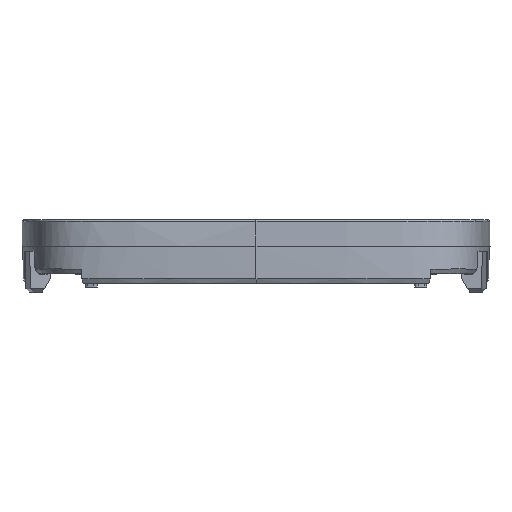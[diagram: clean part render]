
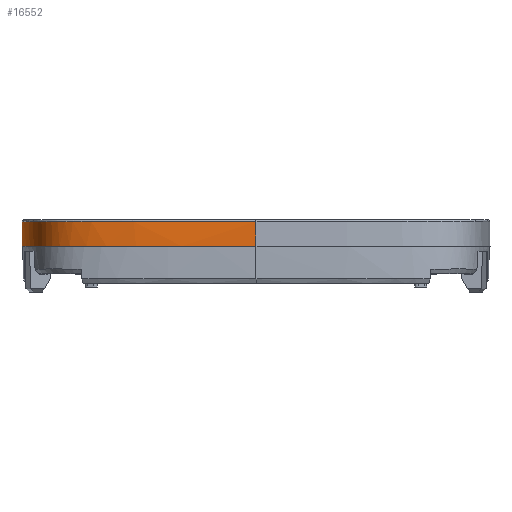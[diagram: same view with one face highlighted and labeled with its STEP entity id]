
A CAD part, front view. The second image highlights one B-rep face of the part: STEP entity #16552.
In plain terms, the highlighted free-form (B-spline) face has degree [5, 1] with [24, 2] control points.
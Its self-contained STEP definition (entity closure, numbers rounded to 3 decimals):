
#12632=CARTESIAN_POINT('Vertex',(0.,-26.546,8.2)) ;
#12636=CARTESIAN_POINT('Control Point',(0.,-26.546,8.2)) ;
#12637=CARTESIAN_POINT('Control Point',(-3.319,-26.546,8.2)) ;
#12638=CARTESIAN_POINT('Control Point',(-6.638,-26.514,8.2)) ;
#12639=CARTESIAN_POINT('Control Point',(-9.226,-26.425,8.2)) ;
#12640=CARTESIAN_POINT('Control Point',(-13.863,-26.299,8.2)) ;
#12641=CARTESIAN_POINT('Control Point',(-18.394,-25.496,8.2)) ;
#12642=CARTESIAN_POINT('Control Point',(-19.74,-25.179,8.2)) ;
#12643=CARTESIAN_POINT('Control Point',(-22.085,-24.286,8.2)) ;
#12644=CARTESIAN_POINT('Control Point',(-23.836,-22.589,8.2)) ;
#12645=CARTESIAN_POINT('Control Point',(-24.426,-21.578,8.2)) ;
#12646=CARTESIAN_POINT('Control Point',(-25.638,-18.533,8.2)) ;
#12647=CARTESIAN_POINT('Control Point',(-26.024,-15.231,8.2)) ;
#12648=CARTESIAN_POINT('Control Point',(-26.203,-13.334,8.2)) ;
#12649=CARTESIAN_POINT('Control Point',(-26.429,-9.416,8.2)) ;
#12650=CARTESIAN_POINT('Control Point',(-26.514,-5.477,8.2)) ;
#12651=CARTESIAN_POINT('Control Point',(-26.536,-3.654,8.2)) ;
#12652=CARTESIAN_POINT('Control Point',(-26.546,-1.827,8.2)) ;
#12653=CARTESIAN_POINT('Control Point',(-26.546,0.,8.2)) ;
#12654=CARTESIAN_POINT('Vertex',(-26.546,0.,8.2)) ;
#16185=CARTESIAN_POINT('Control Point',(0.,-26.522,11.002)) ;
#16186=CARTESIAN_POINT('Control Point',(0.,-26.546,8.2)) ;
#16187=CARTESIAN_POINT('Vertex',(0.,-26.522,11.002)) ;
#16402=CARTESIAN_POINT('Control Point',(-26.522,0.,11.002)) ;
#16403=CARTESIAN_POINT('Control Point',(-26.546,0.,8.2)) ;
#16404=CARTESIAN_POINT('Vertex',(-26.522,0.,11.002)) ;
#16463=CARTESIAN_POINT('Control Point',(0.,-26.522,11.002)) ;
#16464=CARTESIAN_POINT('Control Point',(0.,-26.546,8.2)) ;
#16465=CARTESIAN_POINT('Control Point',(-2.924,-26.522,11.002)) ;
#16466=CARTESIAN_POINT('Control Point',(-2.924,-26.546,8.2)) ;
#16467=CARTESIAN_POINT('Control Point',(-5.847,-26.497,11.002)) ;
#16468=CARTESIAN_POINT('Control Point',(-5.847,-26.521,8.2)) ;
#16469=CARTESIAN_POINT('Control Point',(-8.27,-26.43,11.002)) ;
#16470=CARTESIAN_POINT('Control Point',(-8.271,-26.455,8.2)) ;
#16471=CARTESIAN_POINT('Control Point',(-11.935,-26.327,11.002)) ;
#16472=CARTESIAN_POINT('Control Point',(-11.936,-26.351,8.2)) ;
#16473=CARTESIAN_POINT('Control Point',(-15.793,-25.892,11.002)) ;
#16474=CARTESIAN_POINT('Control Point',(-15.796,-25.916,8.2)) ;
#16475=CARTESIAN_POINT('Control Point',(-16.761,-25.757,11.002)) ;
#16476=CARTESIAN_POINT('Control Point',(-16.765,-25.781,8.2)) ;
#16477=CARTESIAN_POINT('Control Point',(-18.372,-25.468,11.002)) ;
#16478=CARTESIAN_POINT('Control Point',(-18.377,-25.492,8.2)) ;
#16479=CARTESIAN_POINT('Control Point',(-19.94,-25.005,11.002)) ;
#16480=CARTESIAN_POINT('Control Point',(-19.947,-25.028,8.2)) ;
#16481=CARTESIAN_POINT('Control Point',(-20.545,-24.788,11.002)) ;
#16482=CARTESIAN_POINT('Control Point',(-20.554,-24.81,8.2)) ;
#16483=CARTESIAN_POINT('Control Point',(-21.881,-24.188,11.002)) ;
#16484=CARTESIAN_POINT('Control Point',(-21.893,-24.209,8.2)) ;
#16485=CARTESIAN_POINT('Control Point',(-23.018,-23.325,11.002)) ;
#16486=CARTESIAN_POINT('Control Point',(-23.035,-23.343,8.2)) ;
#16487=CARTESIAN_POINT('Control Point',(-23.565,-22.741,11.002)) ;
#16488=CARTESIAN_POINT('Control Point',(-23.584,-22.757,8.2)) ;
#16489=CARTESIAN_POINT('Control Point',(-24.59,-21.228,11.002)) ;
#16490=CARTESIAN_POINT('Control Point',(-24.612,-21.238,8.2)) ;
#16491=CARTESIAN_POINT('Control Point',(-25.202,-19.436,11.002)) ;
#16492=CARTESIAN_POINT('Control Point',(-25.226,-19.442,8.2)) ;
#16493=CARTESIAN_POINT('Control Point',(-25.455,-18.387,11.002)) ;
#16494=CARTESIAN_POINT('Control Point',(-25.479,-18.392,8.2)) ;
#16495=CARTESIAN_POINT('Control Point',(-25.809,-16.495,11.002)) ;
#16496=CARTESIAN_POINT('Control Point',(-25.833,-16.499,8.2)) ;
#16497=CARTESIAN_POINT('Control Point',(-26.026,-14.618,11.002)) ;
#16498=CARTESIAN_POINT('Control Point',(-26.051,-14.621,8.2)) ;
#16499=CARTESIAN_POINT('Control Point',(-26.108,-13.758,11.002)) ;
#16500=CARTESIAN_POINT('Control Point',(-26.132,-13.76,8.2)) ;
#16501=CARTESIAN_POINT('Control Point',(-26.358,-10.578,11.002)) ;
#16502=CARTESIAN_POINT('Control Point',(-26.383,-10.579,8.2)) ;
#16503=CARTESIAN_POINT('Control Point',(-26.463,-7.258,11.002)) ;
#16504=CARTESIAN_POINT('Control Point',(-26.488,-7.258,8.2)) ;
#16505=CARTESIAN_POINT('Control Point',(-26.505,-4.8,11.002)) ;
#16506=CARTESIAN_POINT('Control Point',(-26.529,-4.801,8.2)) ;
#16507=CARTESIAN_POINT('Control Point',(-26.522,-2.4,11.002)) ;
#16508=CARTESIAN_POINT('Control Point',(-26.546,-2.4,8.2)) ;
#16509=CARTESIAN_POINT('Control Point',(-26.522,0.,11.002)) ;
#16510=CARTESIAN_POINT('Control Point',(-26.546,0.,8.2)) ;
#16512=CARTESIAN_POINT('Control Point',(0.,-26.522,11.002)) ;
#16513=CARTESIAN_POINT('Control Point',(-2.433,-26.522,11.002)) ;
#16514=CARTESIAN_POINT('Control Point',(-4.866,-26.505,11.002)) ;
#16515=CARTESIAN_POINT('Control Point',(-7.011,-26.46,11.002)) ;
#16516=CARTESIAN_POINT('Control Point',(-10.319,-26.373,11.002)) ;
#16517=CARTESIAN_POINT('Control Point',(-13.848,-26.108,11.002)) ;
#16518=CARTESIAN_POINT('Control Point',(-15.05,-25.991,11.002)) ;
#16519=CARTESIAN_POINT('Control Point',(-16.875,-25.759,11.002)) ;
#16520=CARTESIAN_POINT('Control Point',(-18.684,-25.361,11.002)) ;
#16521=CARTESIAN_POINT('Control Point',(-19.285,-25.205,11.002)) ;
#16522=CARTESIAN_POINT('Control Point',(-20.459,-24.835,11.002)) ;
#16523=CARTESIAN_POINT('Control Point',(-21.543,-24.322,11.002)) ;
#16524=CARTESIAN_POINT('Control Point',(-22.056,-24.024,11.002)) ;
#16525=CARTESIAN_POINT('Control Point',(-22.994,-23.329,11.002)) ;
#16526=CARTESIAN_POINT('Control Point',(-23.748,-22.452,11.002)) ;
#16527=CARTESIAN_POINT('Control Point',(-24.076,-21.969,11.002)) ;
#16528=CARTESIAN_POINT('Control Point',(-24.64,-20.935,11.002)) ;
#16529=CARTESIAN_POINT('Control Point',(-25.05,-19.801,11.002)) ;
#16530=CARTESIAN_POINT('Control Point',(-25.222,-19.216,11.002)) ;
#16531=CARTESIAN_POINT('Control Point',(-25.517,-18.036,11.002)) ;
#16532=CARTESIAN_POINT('Control Point',(-25.727,-16.855,11.002)) ;
#16533=CARTESIAN_POINT('Control Point',(-25.816,-16.27,11.002)) ;
#16534=CARTESIAN_POINT('Control Point',(-25.971,-15.102,11.002)) ;
#16535=CARTESIAN_POINT('Control Point',(-26.087,-13.936,11.002)) ;
#16536=CARTESIAN_POINT('Control Point',(-26.138,-13.352,11.002)) ;
#16537=CARTESIAN_POINT('Control Point',(-26.273,-11.589,11.002)) ;
#16538=CARTESIAN_POINT('Control Point',(-26.363,-9.786,11.002)) ;
#16539=CARTESIAN_POINT('Control Point',(-26.408,-8.566,11.002)) ;
#16540=CARTESIAN_POINT('Control Point',(-26.475,-6.114,11.002)) ;
#16541=CARTESIAN_POINT('Control Point',(-26.508,-3.657,11.002)) ;
#16542=CARTESIAN_POINT('Control Point',(-26.517,-2.433,11.002)) ;
#16543=CARTESIAN_POINT('Control Point',(-26.522,-1.217,11.002)) ;
#16544=CARTESIAN_POINT('Control Point',(-26.522,0.,11.002)) ;
#16547=ORIENTED_EDGE('',*,*,#16406,.F.) ;
#16548=ORIENTED_EDGE('',*,*,#12656,.F.) ;
#16549=ORIENTED_EDGE('',*,*,#16189,.T.) ;
#16550=ORIENTED_EDGE('',*,*,#16545,.F.) ;
#16552=ADVANCED_FACE('PartBody',(#16551),#16462,.T.) ;
#12635=B_SPLINE_CURVE_WITH_KNOTS('',5,(#12636,#12637,#12638,#12639,#12640,#12641,#12642,#12643,#12644,#12645,#12646,#12647,#12648,#12649,#12650,#12651,#12652,#12653),.UNSPECIFIED.,.F.,.U.,(6,3,3,3,3,6),(0.,45.806,63.784,80.273,109.278,134.494),.UNSPECIFIED.) ;
#16184=B_SPLINE_CURVE_WITH_KNOTS('',1,(#16185,#16186),.UNSPECIFIED.,.F.,.U.,(2,2),(-2.802,0.),.UNSPECIFIED.) ;
#16401=B_SPLINE_CURVE_WITH_KNOTS('',1,(#16402,#16403),.UNSPECIFIED.,.F.,.U.,(2,2),(-2.802,0.),.UNSPECIFIED.) ;
#16511=B_SPLINE_CURVE_WITH_KNOTS('',5,(#16512,#16513,#16514,#16515,#16516,#16517,#16518,#16519,#16520,#16521,#16522,#16523,#16524,#16525,#16526,#16527,#16528,#16529,#16530,#16531,#16532,#16533,#16534,#16535,#16536,#16537,#16538,#16539,#16540,#16541,#16542,#16543,#16544),.UNSPECIFIED.,.F.,.U.,(6,3,3,3,3,3,3,3,3,3,6),(0.,33.579,50.369,58.764,67.158,75.553,83.948,92.343,100.738,117.527,134.317),.UNSPECIFIED.) ;
#16462=B_SPLINE_SURFACE_WITH_KNOTS('',5,1,((#16463,#16464),(#16465,#16466),(#16467,#16468),(#16469,#16470),(#16471,#16472),(#16473,#16474),(#16475,#16476),(#16477,#16478),(#16479,#16480),(#16481,#16482),(#16483,#16484),(#16485,#16486),(#16487,#16488),(#16489,#16490),(#16491,#16492),(#16493,#16494),(#16495,#16496),(#16497,#16498),(#16499,#16500),(#16501,#16502),(#16503,#16504),(#16505,#16506),(#16507,#16508),(#16509,#16510)),.UNSPECIFIED.,.F.,.F.,.U.,(6,3,3,3,3,3,3,6),(2,2),(0.,40.348,53.748,62.562,74.192,88.76,101.192,134.317),(-2.802,0.),.UNSPECIFIED.) ;
#12656=EDGE_CURVE('',#12633,#12655,#12635,.T.) ;
#16189=EDGE_CURVE('',#12633,#16188,#16184,.F.) ;
#16406=EDGE_CURVE('',#12655,#16405,#16401,.F.) ;
#16545=EDGE_CURVE('',#16405,#16188,#16511,.F.) ;
#16546=EDGE_LOOP('',(#16547,#16548,#16549,#16550)) ;
#16551=FACE_OUTER_BOUND('',#16546,.T.) ;
#12633=VERTEX_POINT('',#12632) ;
#12655=VERTEX_POINT('',#12654) ;
#16188=VERTEX_POINT('',#16187) ;
#16405=VERTEX_POINT('',#16404) ;
